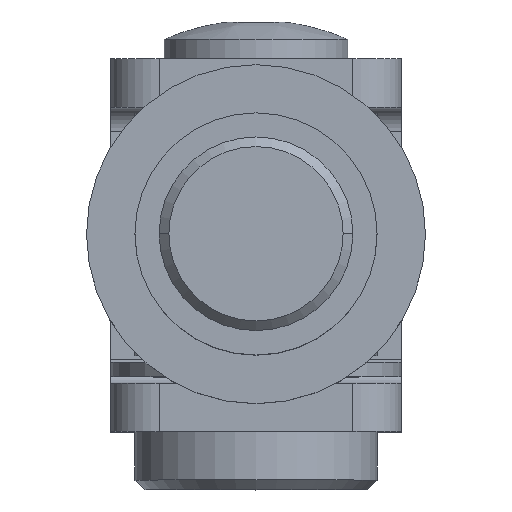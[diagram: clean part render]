
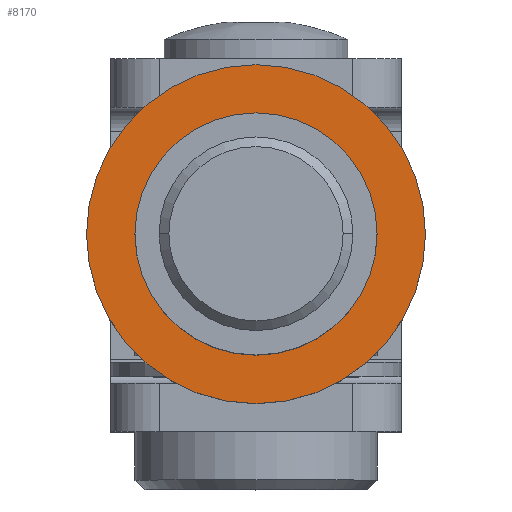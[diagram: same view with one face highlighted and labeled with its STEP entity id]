
A CAD part, top view. The second image highlights one B-rep face of the part: STEP entity #8170.
In plain terms, the highlighted planar face has unit normal (0, 0, 1).
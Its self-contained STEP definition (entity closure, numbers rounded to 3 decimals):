
#421 = CARTESIAN_POINT ( 'NONE',  ( 0., 0., -4. ) ) ;
#871 = EDGE_LOOP ( 'NONE', ( #9083, #14332 ) ) ;
#937 = DIRECTION ( 'NONE',  ( -1., 0., 0. ) ) ;
#975 = EDGE_CURVE ( 'NONE', #8131, #12678, #3557, .T. ) ;
#1687 = ORIENTED_EDGE ( 'NONE', *, *, #4498, .T. ) ;
#2043 = DIRECTION ( 'NONE',  ( 1., 0., 0. ) ) ;
#2663 = AXIS2_PLACEMENT_3D ( 'NONE', #11443, #9108, #11613 ) ;
#3057 = CARTESIAN_POINT ( 'NONE',  ( 0., 0., -4. ) ) ;
#3508 = CIRCLE ( 'NONE', #3929, 17.5 ) ;
#3557 = CIRCLE ( 'NONE', #2663, 17.5 ) ;
#3833 = FACE_OUTER_BOUND ( 'NONE', #10836, .T. ) ;
#3929 = AXIS2_PLACEMENT_3D ( 'NONE', #6915, #10666, #2043 ) ;
#4498 = EDGE_CURVE ( 'NONE', #12678, #8131, #3508, .T. ) ;
#6045 = DIRECTION ( 'NONE',  ( 0., 0., -1. ) ) ;
#6911 = DIRECTION ( 'NONE',  ( 0., 0., 1. ) ) ;
#6915 = CARTESIAN_POINT ( 'NONE',  ( 0., 0., -4. ) ) ;
#7489 = VERTEX_POINT ( 'NONE', #8056 ) ;
#7784 = CARTESIAN_POINT ( 'NONE',  ( -17.5, 0., -4. ) ) ;
#8056 = CARTESIAN_POINT ( 'NONE',  ( -12.5, 0., -4. ) ) ;
#8131 = VERTEX_POINT ( 'NONE', #7784 ) ;
#8170 = ADVANCED_FACE ( 'NONE', ( #9871, #3833 ), #14535, .F. ) ;
#9083 = ORIENTED_EDGE ( 'NONE', *, *, #13968, .F. ) ;
#9108 = DIRECTION ( 'NONE',  ( 0., 0., 1. ) ) ;
#9871 = FACE_BOUND ( 'NONE', #871, .T. ) ;
#10012 = VERTEX_POINT ( 'NONE', #11008 ) ;
#10666 = DIRECTION ( 'NONE',  ( 0., 0., 1. ) ) ;
#10836 = EDGE_LOOP ( 'NONE', ( #1687, #13374 ) ) ;
#11008 = CARTESIAN_POINT ( 'NONE',  ( 12.5, 0., -4. ) ) ;
#11327 = DIRECTION ( 'NONE',  ( 1., 0., 0. ) ) ;
#11443 = CARTESIAN_POINT ( 'NONE',  ( 0., 0., -4. ) ) ;
#11613 = DIRECTION ( 'NONE',  ( 1., 0., 0. ) ) ;
#11858 = CIRCLE ( 'NONE', #15468, 12.5 ) ;
#11868 = AXIS2_PLACEMENT_3D ( 'NONE', #12119, #6045, #937 ) ;
#12119 = CARTESIAN_POINT ( 'NONE',  ( 0., 12.5, -4. ) ) ;
#12678 = VERTEX_POINT ( 'NONE', #13528 ) ;
#12711 = DIRECTION ( 'NONE',  ( 0., 0., 1. ) ) ;
#13034 = CIRCLE ( 'NONE', #13493, 12.5 ) ;
#13155 = EDGE_CURVE ( 'NONE', #7489, #10012, #11858, .T. ) ;
#13374 = ORIENTED_EDGE ( 'NONE', *, *, #975, .T. ) ;
#13493 = AXIS2_PLACEMENT_3D ( 'NONE', #421, #12711, #11327 ) ;
#13528 = CARTESIAN_POINT ( 'NONE',  ( 17.5, 0., -4. ) ) ;
#13968 = EDGE_CURVE ( 'NONE', #10012, #7489, #13034, .T. ) ;
#14332 = ORIENTED_EDGE ( 'NONE', *, *, #13155, .F. ) ;
#14535 = PLANE ( 'NONE',  #11868 ) ;
#15468 = AXIS2_PLACEMENT_3D ( 'NONE', #3057, #6911, #15631 ) ;
#15631 = DIRECTION ( 'NONE',  ( 1., 0., 0. ) ) ;
